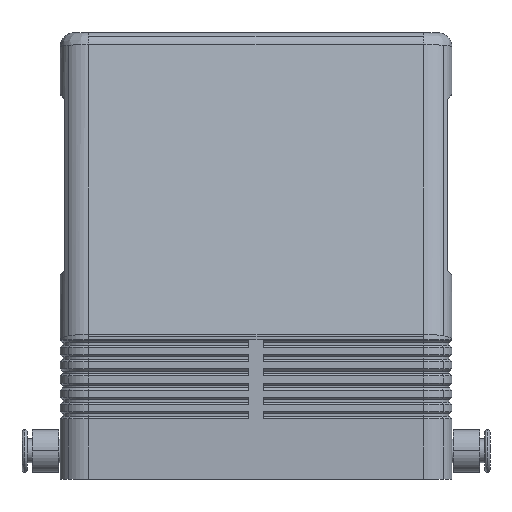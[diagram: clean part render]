
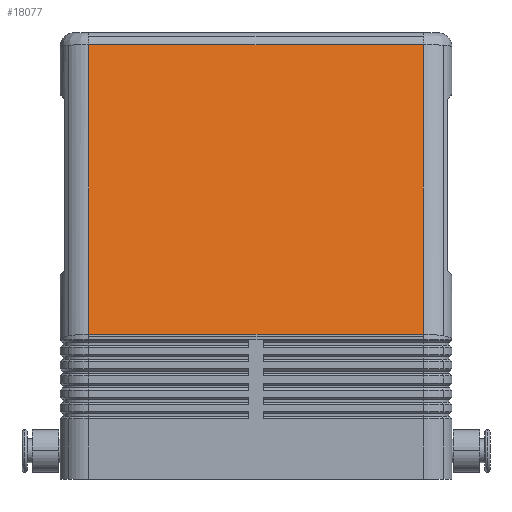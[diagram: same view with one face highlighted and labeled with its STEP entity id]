
A CAD part, left-side view. The second image highlights one B-rep face of the part: STEP entity #18077.
In plain terms, the highlighted planar face has unit normal (-0.986, 0, 0.166).
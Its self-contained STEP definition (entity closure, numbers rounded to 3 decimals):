
#565=CARTESIAN_POINT('',(-46.667,-35.25,30.493));
#566=VERTEX_POINT('',#565);
#574=CARTESIAN_POINT('',(-46.667,35.25,30.493));
#575=VERTEX_POINT('',#574);
#576=CARTESIAN_POINT('',(-46.667,-35.25,30.493));
#577=DIRECTION('',(0.0,1.0,0.0));
#578=VECTOR('',#577,70.5);
#579=LINE('',#576,#578);
#580=EDGE_CURVE('',#566,#575,#579,.T.);
#9611=CARTESIAN_POINT('',(-36.42,-35.25,91.497));
#9612=VERTEX_POINT('',#9611);
#9620=CARTESIAN_POINT('',(-36.42,-35.25,91.497));
#9621=DIRECTION('',(-0.166,0.0,-0.986));
#9622=VECTOR('',#9621,61.858);
#9623=LINE('',#9620,#9622);
#9624=EDGE_CURVE('',#9612,#566,#9623,.T.);
#17652=CARTESIAN_POINT('',(-36.42,35.25,91.497));
#17653=VERTEX_POINT('',#17652);
#17661=CARTESIAN_POINT('',(-36.42,35.25,91.497));
#17662=DIRECTION('',(0.0,-1.0,0.0));
#17663=VECTOR('',#17662,70.5);
#17664=LINE('',#17661,#17663);
#17665=EDGE_CURVE('',#17653,#9612,#17664,.T.);
#18044=CARTESIAN_POINT('',(-46.667,35.25,30.493));
#18045=DIRECTION('',(0.166,0.0,0.986));
#18046=VECTOR('',#18045,61.858);
#18047=LINE('',#18044,#18046);
#18048=EDGE_CURVE('',#575,#17653,#18047,.T.);
#18066=CARTESIAN_POINT('',(-36.0,0.0,94.0));
#18067=DIRECTION('',(-0.986,0.0,0.166));
#18068=DIRECTION('',(0.166,0.0,0.986));
#18069=AXIS2_PLACEMENT_3D('',#18066,#18067,#18068);
#18070=PLANE('',#18069);
#18071=ORIENTED_EDGE('',*,*,#17665,.F.);
#18072=ORIENTED_EDGE('',*,*,#18048,.F.);
#18073=ORIENTED_EDGE('',*,*,#580,.F.);
#18074=ORIENTED_EDGE('',*,*,#9624,.F.);
#18075=EDGE_LOOP('',(#18071,#18072,#18073,#18074));
#18076=FACE_OUTER_BOUND('',#18075,.T.);
#18077=ADVANCED_FACE('',(#18076),#18070,.T.);
